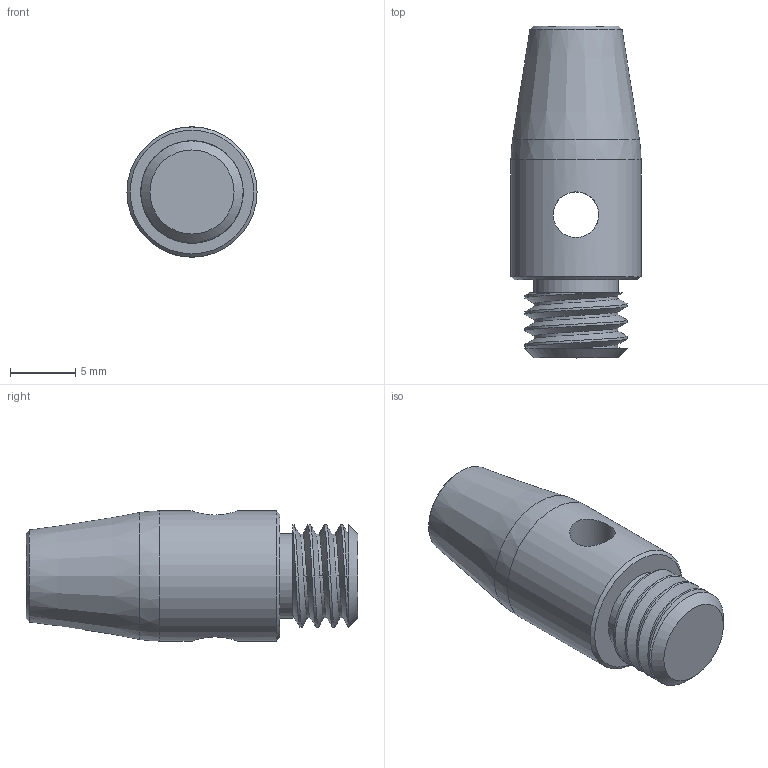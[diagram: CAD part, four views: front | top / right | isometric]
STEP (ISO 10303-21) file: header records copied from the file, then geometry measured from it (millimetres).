
FILE_DESCRIPTION(/* description */ (''),/* implementation_level */ '2;1');
FILE_NAME(/* name */ 'MS-LONG-PULLEY-STANDOFF_v1.3.step',/* time_stamp */ '2019-10-31T00:48:41+01:00',/* author */ (''),/* organization */ (''),/* preprocessor_version */ 'ST-DEVELOPER v18',/* originating_system */ 'Autodesk Translation Framework v8.9.1.1155',/* authorisation */ '');
FILE_SCHEMA (('AUTOMOTIVE_DESIGN { 1 0 10303 214 3 1 1 }'));
Length unit declared in the file: millimetre
Products named in the file (1): MS-LONG-PULLEY-STANDOFF_v1.3
Bounding box: 10 x 25.5 x 10 mm (x, y, z)
Volume: 1376.3 mm3; surface area: 1192.3 mm2
Topology: 1 solids, 1 shells, 65 faces, 171 edges, 109 vertices
Faces by surface type: cylinder 46, plane 8, cone 6, bspline 5
Full cylindrical faces by diameter (mm): 3.332 x15, 3.5 x1, 4.109 x15, 6.446 x2, 6.5 x1, 7.866 x3, 10 x1
Entity records: 4692 total; most frequent: CARTESIAN_POINT 3217, ORIENTED_EDGE 340, DIRECTION 234, EDGE_CURVE 170, VERTEX_POINT 109, AXIS2_PLACEMENT_3D 93, B_SPLINE_CURVE_WITH_KNOTS 90, EDGE_LOOP 69
